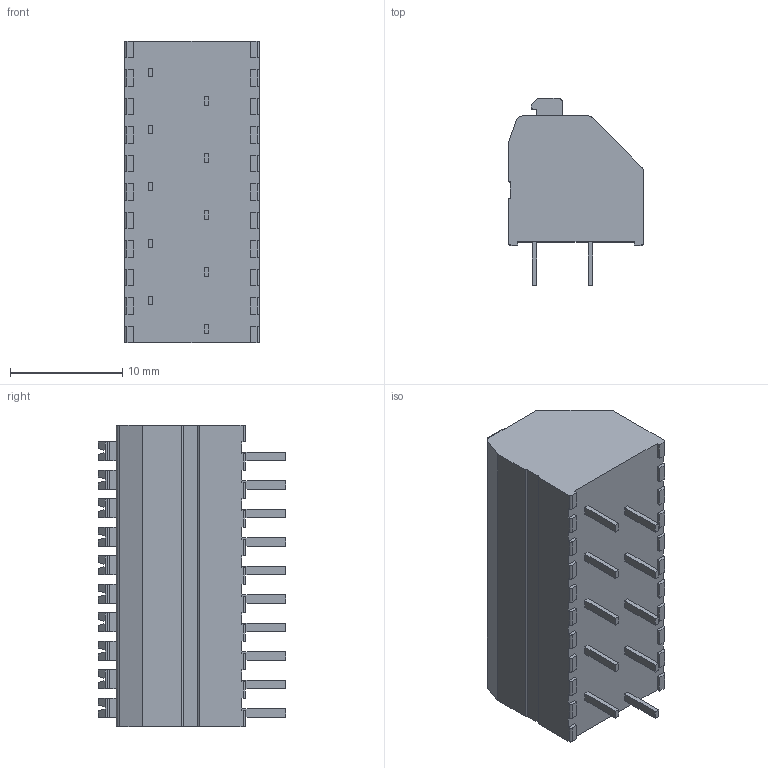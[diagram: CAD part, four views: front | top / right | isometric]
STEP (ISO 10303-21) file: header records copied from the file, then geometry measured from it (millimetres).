
FILE_DESCRIPTION(/* description */ ('STEP AP214'),/* implementation_level */ '2;1');
FILE_NAME(/* name */ '250-1410',/* time_stamp */ '2024-11-22T10:22:29+01:00',/* author */ ('License CC BY-ND 4.0'),/* organization */ ('CADENAS'),/* preprocessor_version */ 'ST-DEVELOPER v19.3',/* originating_system */ 'PARTsolutions',/* authorisation */ ' ');
FILE_SCHEMA (('AUTOMOTIVE_DESIGN {1 0 10303 214 3 1 1}'));
Length unit declared in the file: millimetre
Products named in the file (1): 250-1410
Bounding box: 12 x 16.7 x 26.9 mm (x, y, z)
Volume: 3271.2 mm3; surface area: 1772.4 mm2
Topology: 1 solids, 1 shells, 461 faces, 1257 edges, 818 vertices
Faces by surface type: plane 354, cylinder 87, cone 20
Entity records: 17656 total; most frequent: CARTESIAN_POINT 2537, ORIENTED_EDGE 2514, DIRECTION 2415, EDGE_CURVE 1257, LINE 1023, VECTOR 1023, VERTEX_POINT 818, AXIS2_PLACEMENT_3D 696
